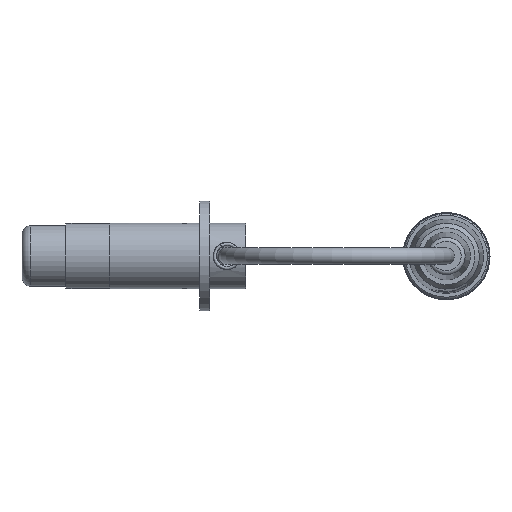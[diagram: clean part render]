
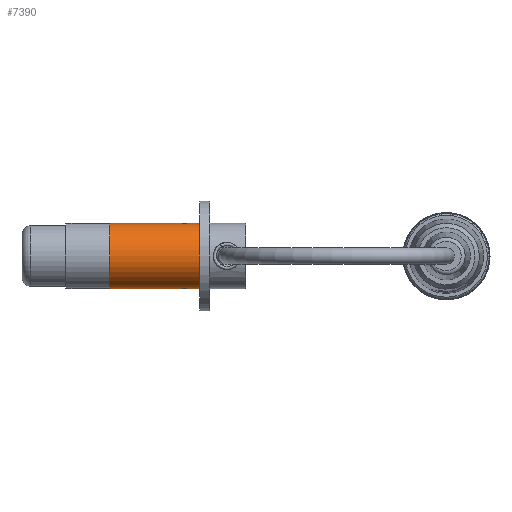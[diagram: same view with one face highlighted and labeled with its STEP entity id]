
A CAD part, front view. The second image highlights one B-rep face of the part: STEP entity #7390.
In plain terms, the highlighted cylindrical face has radius 7.5 mm (diameter 15 mm), a full revolution.
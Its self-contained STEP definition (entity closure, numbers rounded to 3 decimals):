
#52=B_SPLINE_CURVE_WITH_KNOTS('',3,(#16474,#16475,#16476,#16477,#16478,
#16479,#16480,#16481,#16482,#16483,#16484,#16485,#16486,#16487,#16488,#16489,
#16490,#16491,#16492,#16493,#16494,#16495,#16496,#16497,#16498,#16499,#16500,
#16501,#16502,#16503,#16504,#16505,#16506,#16507),.UNSPECIFIED.,.T.,.F.,
(4,2,2,2,2,2,2,2,2,2,2,2,2,2,2,2,4),(0.,0.028,0.057,
0.085,0.113,0.141,0.17,
0.198,0.226,0.254,0.283,
0.311,0.339,0.368,0.396,
0.424,0.452),.UNSPECIFIED.);
#55=B_SPLINE_CURVE_WITH_KNOTS('',3,(#16580,#16581,#16582,#16583,#16584,
#16585,#16586,#16587,#16588,#16589,#16590,#16591,#16592,#16593,#16594,#16595,
#16596,#16597,#16598,#16599,#16600,#16601,#16602,#16603,#16604,#16605,#16606,
#16607,#16608,#16609,#16610,#16611,#16612,#16613),.UNSPECIFIED.,.T.,.F.,
(4,2,2,2,2,2,2,2,2,2,2,2,2,2,2,2,4),(0.,0.028,0.057,
0.085,0.113,0.141,0.17,
0.198,0.226,0.254,0.283,
0.311,0.339,0.368,0.396,
0.424,0.452),.UNSPECIFIED.);
#1688=FACE_BOUND('',#2538,.T.);
#1689=FACE_BOUND('',#2539,.T.);
#1690=FACE_BOUND('',#2540,.T.);
#2082=FACE_OUTER_BOUND('',#2537,.T.);
#2537=EDGE_LOOP('',(#6553));
#2538=EDGE_LOOP('',(#6554));
#2539=EDGE_LOOP('',(#6555));
#2540=EDGE_LOOP('',(#6556));
#2902=CIRCLE('',#8151,7.5);
#2903=CIRCLE('',#8153,7.5);
#3568=VERTEX_POINT('',#16473);
#3571=VERTEX_POINT('',#16579);
#3579=VERTEX_POINT('',#16708);
#3580=VERTEX_POINT('',#16711);
#4560=EDGE_CURVE('',#3568,#3568,#52,.T.);
#4563=EDGE_CURVE('',#3571,#3571,#55,.T.);
#4573=EDGE_CURVE('',#3579,#3579,#2902,.T.);
#4574=EDGE_CURVE('',#3580,#3580,#2903,.T.);
#6553=ORIENTED_EDGE('',*,*,#4573,.T.);
#6554=ORIENTED_EDGE('',*,*,#4563,.T.);
#6555=ORIENTED_EDGE('',*,*,#4560,.T.);
#6556=ORIENTED_EDGE('',*,*,#4574,.F.);
#6603=CYLINDRICAL_SURFACE('',#8152,7.5);
#7390=ADVANCED_FACE('',(#2082,#1688,#1689,#1690),#6603,.T.);
#8151=AXIS2_PLACEMENT_3D('',#16709,#10241,#10242);
#8152=AXIS2_PLACEMENT_3D('',#16710,#10243,#10244);
#8153=AXIS2_PLACEMENT_3D('',#16712,#10245,#10246);
#10241=DIRECTION('center_axis',(1.,0.,0.));
#10242=DIRECTION('ref_axis',(0.,1.,0.));
#10243=DIRECTION('center_axis',(1.,0.,0.));
#10244=DIRECTION('ref_axis',(0.,0.,
1.));
#10245=DIRECTION('center_axis',(1.,0.,0.));
#10246=DIRECTION('ref_axis',(0.,1.,0.));
#16473=CARTESIAN_POINT('',(200.415,-257.954,-473.289));
#16474=CARTESIAN_POINT('Ctrl Pts',(200.415,-257.954,-473.289));
#16475=CARTESIAN_POINT('Ctrl Pts',(200.509,-257.954,-473.289));
#16476=CARTESIAN_POINT('Ctrl Pts',(200.61,-257.935,-473.291));
#16477=CARTESIAN_POINT('Ctrl Pts',(200.794,-257.859,-473.298));
#16478=CARTESIAN_POINT('Ctrl Pts',(200.879,-257.801,-473.303));
#16479=CARTESIAN_POINT('Ctrl Pts',(201.012,-257.668,-473.312));
#16480=CARTESIAN_POINT('Ctrl Pts',(201.07,-257.584,-473.317));
#16481=CARTESIAN_POINT('Ctrl Pts',(201.146,-257.399,-473.324));
#16482=CARTESIAN_POINT('Ctrl Pts',(201.165,-257.298,-473.326));
#16483=CARTESIAN_POINT('Ctrl Pts',(201.165,-257.11,-473.326));
#16484=CARTESIAN_POINT('Ctrl Pts',(201.146,-257.009,-473.324));
#16485=CARTESIAN_POINT('Ctrl Pts',(201.07,-256.825,-473.317));
#16486=CARTESIAN_POINT('Ctrl Pts',(201.012,-256.74,-473.312));
#16487=CARTESIAN_POINT('Ctrl Pts',(200.879,-256.607,-473.303));
#16488=CARTESIAN_POINT('Ctrl Pts',(200.794,-256.55,-473.298));
#16489=CARTESIAN_POINT('Ctrl Pts',(200.61,-256.473,-473.291));
#16490=CARTESIAN_POINT('Ctrl Pts',(200.509,-256.454,-473.289));
#16491=CARTESIAN_POINT('Ctrl Pts',(200.321,-256.454,-473.289));
#16492=CARTESIAN_POINT('Ctrl Pts',(200.22,-256.473,-473.291));
#16493=CARTESIAN_POINT('Ctrl Pts',(200.035,-256.55,-473.298));
#16494=CARTESIAN_POINT('Ctrl Pts',(199.951,-256.607,-473.303));
#16495=CARTESIAN_POINT('Ctrl Pts',(199.818,-256.74,-473.312));
#16496=CARTESIAN_POINT('Ctrl Pts',(199.76,-256.825,-473.317));
#16497=CARTESIAN_POINT('Ctrl Pts',(199.684,-257.009,-473.324));
#16498=CARTESIAN_POINT('Ctrl Pts',(199.665,-257.11,-473.326));
#16499=CARTESIAN_POINT('Ctrl Pts',(199.665,-257.298,-473.326));
#16500=CARTESIAN_POINT('Ctrl Pts',(199.684,-257.399,-473.324));
#16501=CARTESIAN_POINT('Ctrl Pts',(199.76,-257.584,-473.317));
#16502=CARTESIAN_POINT('Ctrl Pts',(199.818,-257.668,-473.312));
#16503=CARTESIAN_POINT('Ctrl Pts',(199.951,-257.801,-473.303));
#16504=CARTESIAN_POINT('Ctrl Pts',(200.035,-257.859,-473.298));
#16505=CARTESIAN_POINT('Ctrl Pts',(200.22,-257.935,-473.291));
#16506=CARTESIAN_POINT('Ctrl Pts',(200.321,-257.954,-473.289));
#16507=CARTESIAN_POINT('Ctrl Pts',(200.415,-257.954,-473.289));
#16579=CARTESIAN_POINT('',(200.415,-257.954,-458.364));
#16580=CARTESIAN_POINT('Ctrl Pts',(200.415,-257.954,-458.364));
#16581=CARTESIAN_POINT('Ctrl Pts',(200.321,-257.954,-458.364));
#16582=CARTESIAN_POINT('Ctrl Pts',(200.22,-257.935,-458.362));
#16583=CARTESIAN_POINT('Ctrl Pts',(200.035,-257.859,-458.355));
#16584=CARTESIAN_POINT('Ctrl Pts',(199.951,-257.801,-458.35));
#16585=CARTESIAN_POINT('Ctrl Pts',(199.818,-257.668,-458.34));
#16586=CARTESIAN_POINT('Ctrl Pts',(199.76,-257.584,-458.335));
#16587=CARTESIAN_POINT('Ctrl Pts',(199.684,-257.399,-458.328));
#16588=CARTESIAN_POINT('Ctrl Pts',(199.665,-257.298,-458.326));
#16589=CARTESIAN_POINT('Ctrl Pts',(199.665,-257.11,-458.326));
#16590=CARTESIAN_POINT('Ctrl Pts',(199.684,-257.009,-458.328));
#16591=CARTESIAN_POINT('Ctrl Pts',(199.76,-256.825,-458.335));
#16592=CARTESIAN_POINT('Ctrl Pts',(199.818,-256.74,-458.34));
#16593=CARTESIAN_POINT('Ctrl Pts',(199.951,-256.607,-458.35));
#16594=CARTESIAN_POINT('Ctrl Pts',(200.035,-256.55,-458.355));
#16595=CARTESIAN_POINT('Ctrl Pts',(200.22,-256.473,-458.362));
#16596=CARTESIAN_POINT('Ctrl Pts',(200.321,-256.454,-458.364));
#16597=CARTESIAN_POINT('Ctrl Pts',(200.509,-256.454,-458.364));
#16598=CARTESIAN_POINT('Ctrl Pts',(200.61,-256.473,-458.362));
#16599=CARTESIAN_POINT('Ctrl Pts',(200.794,-256.55,-458.355));
#16600=CARTESIAN_POINT('Ctrl Pts',(200.879,-256.607,-458.35));
#16601=CARTESIAN_POINT('Ctrl Pts',(201.012,-256.74,-458.34));
#16602=CARTESIAN_POINT('Ctrl Pts',(201.07,-256.825,-458.335));
#16603=CARTESIAN_POINT('Ctrl Pts',(201.146,-257.009,-458.328));
#16604=CARTESIAN_POINT('Ctrl Pts',(201.165,-257.11,-458.326));
#16605=CARTESIAN_POINT('Ctrl Pts',(201.165,-257.298,-458.326));
#16606=CARTESIAN_POINT('Ctrl Pts',(201.146,-257.399,-458.328));
#16607=CARTESIAN_POINT('Ctrl Pts',(201.07,-257.584,-458.335));
#16608=CARTESIAN_POINT('Ctrl Pts',(201.012,-257.668,-458.34));
#16609=CARTESIAN_POINT('Ctrl Pts',(200.879,-257.801,-458.35));
#16610=CARTESIAN_POINT('Ctrl Pts',(200.794,-257.859,-458.355));
#16611=CARTESIAN_POINT('Ctrl Pts',(200.61,-257.935,-458.362));
#16612=CARTESIAN_POINT('Ctrl Pts',(200.509,-257.954,-458.364));
#16613=CARTESIAN_POINT('Ctrl Pts',(200.415,-257.954,-458.364));
#16708=CARTESIAN_POINT('',(183.415,-257.204,-458.326));
#16709=CARTESIAN_POINT('Origin',(183.415,-257.204,-465.826));
#16710=CARTESIAN_POINT('Origin',(193.665,-257.204,-465.826));
#16711=CARTESIAN_POINT('',(203.915,-257.204,-458.326));
#16712=CARTESIAN_POINT('Origin',(203.915,-257.204,-465.826));
